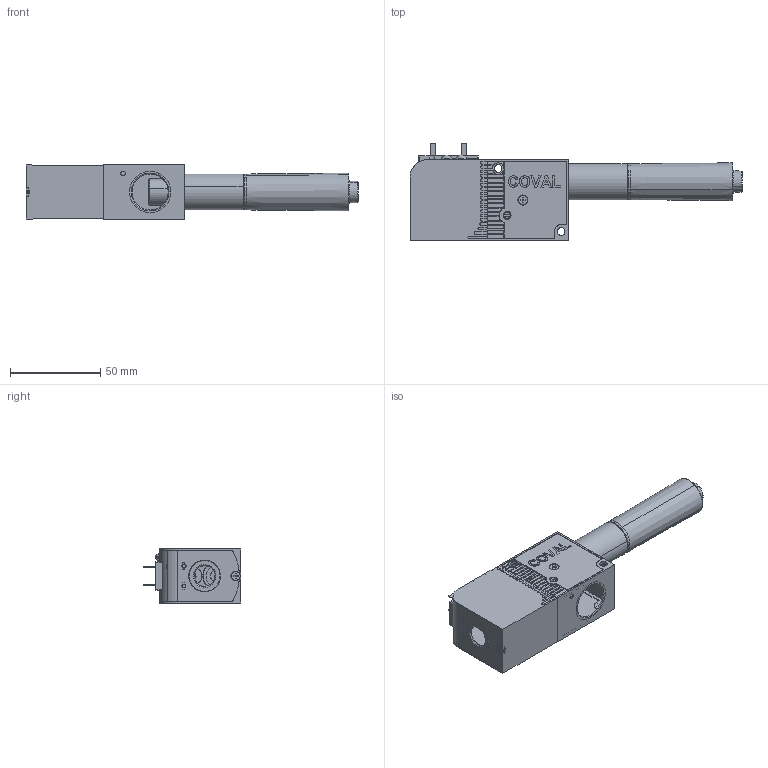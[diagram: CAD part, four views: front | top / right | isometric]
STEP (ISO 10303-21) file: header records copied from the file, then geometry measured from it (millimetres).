
FILE_DESCRIPTION(('STEP AP214'),'1');
FILE_NAME('COVAL_GVPD15NK14E1.stp','2017-12-28T07:58:52',('TraceParts'),('TraceParts S.A.'),'Spatial InterOp 3D',' ',' ');
FILE_SCHEMA(('automotive_design'));
Length unit declared in the file: millimetre
Products named in the file (4): COVAL_GVPD15NK14E1_1; COVAL_GVPD15NK14E1_2; COVAL_GVPD15NK14E1_3; COVAL_GVPD15NK14E1_4
Bounding box: 184.3 x 54 x 30 mm (x, y, z)
Volume: 53421.2 mm3; surface area: 62926.4 mm2
Topology: 55 solids, 59 shells, 2279 faces, 5689 edges, 3566 vertices
Faces by surface type: plane 993, cylinder 550, cone 224, bspline 200, torus 170, sphere 142
Entity records: 108774 total; most frequent: CARTESIAN_POINT 37130, ORIENTED_EDGE 11338, DIRECTION 10619, EDGE_CURVE 5669, AXIS2_PLACEMENT_3D 3835, VERTEX_POINT 3566, LINE 2949, VECTOR 2949
